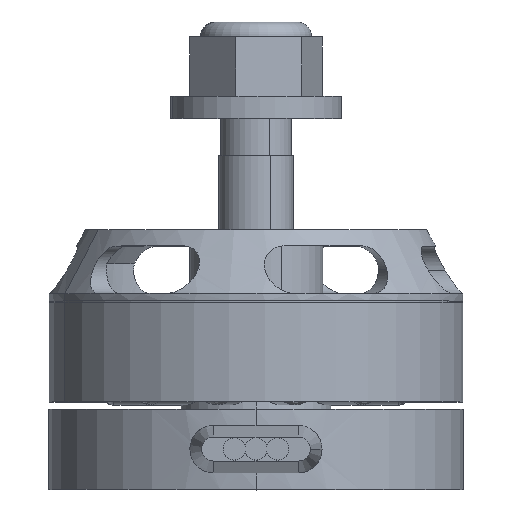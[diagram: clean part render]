
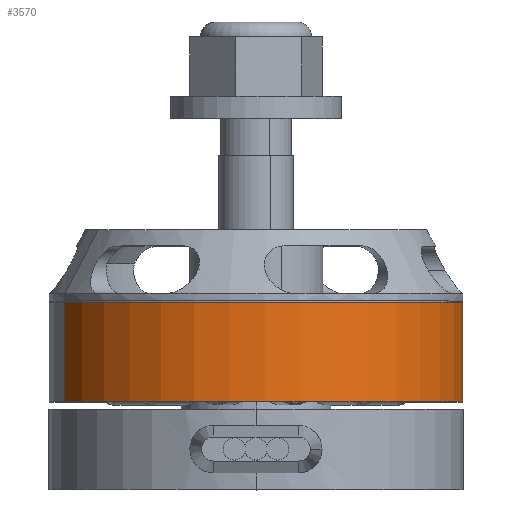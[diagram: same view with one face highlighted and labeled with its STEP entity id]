
A CAD part, top view. The second image highlights one B-rep face of the part: STEP entity #3570.
In plain terms, the highlighted cylindrical face has radius 13.95 mm (diameter 27.9 mm), a partial arc.
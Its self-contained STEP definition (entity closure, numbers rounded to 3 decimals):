
#242 = CARTESIAN_POINT ( 'NONE',  ( 13.95, 0., 0. ) ) ;
#923 = VERTEX_POINT ( 'NONE', #19212 ) ;
#1354 = DIRECTION ( 'NONE',  ( 0., 1., 0. ) ) ;
#1567 = EDGE_LOOP ( 'NONE', ( #9928, #7334, #3883, #22793 ) ) ;
#1729 = VERTEX_POINT ( 'NONE', #15644 ) ;
#1774 = DIRECTION ( 'NONE',  ( 0., 1., 0. ) ) ;
#3570 = ADVANCED_FACE ( 'NONE', ( #15132 ), #11026, .T. ) ;
#3883 = ORIENTED_EDGE ( 'NONE', *, *, #20437, .F. ) ;
#4092 = VECTOR ( 'NONE', #1774, 1000. ) ;
#4183 = VERTEX_POINT ( 'NONE', #25237 ) ;
#4588 = AXIS2_PLACEMENT_3D ( 'NONE', #22473, #22609, #24575 ) ;
#4782 = EDGE_CURVE ( 'NONE', #1729, #16025, #9966, .T. ) ;
#5191 = AXIS2_PLACEMENT_3D ( 'NONE', #17093, #1354, #7310 ) ;
#5860 = CARTESIAN_POINT ( 'NONE',  ( -13.95, 0., 0. ) ) ;
#6278 = CIRCLE ( 'NONE', #4588, 13.95 ) ;
#6940 = DIRECTION ( 'NONE',  ( 0., 1., 0. ) ) ;
#7310 = DIRECTION ( 'NONE',  ( 0., 0., 1. ) ) ;
#7334 = ORIENTED_EDGE ( 'NONE', *, *, #16871, .T. ) ;
#8486 = EDGE_CURVE ( 'NONE', #1729, #4183, #6278, .T. ) ;
#9928 = ORIENTED_EDGE ( 'NONE', *, *, #8486, .T. ) ;
#9966 = LINE ( 'NONE', #5860, #4092 ) ;
#11026 = CYLINDRICAL_SURFACE ( 'NONE', #19443, 13.95 ) ;
#11795 = DIRECTION ( 'NONE',  ( 0., 1., 0. ) ) ;
#15132 = FACE_OUTER_BOUND ( 'NONE', #1567, .T. ) ;
#15644 = CARTESIAN_POINT ( 'NONE',  ( -13.95, -10.6, 0. ) ) ;
#16025 = VERTEX_POINT ( 'NONE', #16503 ) ;
#16503 = CARTESIAN_POINT ( 'NONE',  ( -13.95, -3.9, 0. ) ) ;
#16871 = EDGE_CURVE ( 'NONE', #4183, #923, #18231, .T. ) ;
#17093 = CARTESIAN_POINT ( 'NONE',  ( 0., -3.9, 0. ) ) ;
#18231 = LINE ( 'NONE', #242, #22052 ) ;
#18820 = CARTESIAN_POINT ( 'NONE',  ( 0., 0., 0. ) ) ;
#19086 = DIRECTION ( 'NONE',  ( -1., 0., 0. ) ) ;
#19212 = CARTESIAN_POINT ( 'NONE',  ( 13.95, -3.9, 0. ) ) ;
#19443 = AXIS2_PLACEMENT_3D ( 'NONE', #18820, #6940, #19086 ) ;
#20437 = EDGE_CURVE ( 'NONE', #16025, #923, #21235, .T. ) ;
#21235 = CIRCLE ( 'NONE', #5191, 13.95 ) ;
#22052 = VECTOR ( 'NONE', #11795, 1000. ) ;
#22473 = CARTESIAN_POINT ( 'NONE',  ( 0., -10.6, 0. ) ) ;
#22609 = DIRECTION ( 'NONE',  ( 0., 1., 0. ) ) ;
#22793 = ORIENTED_EDGE ( 'NONE', *, *, #4782, .F. ) ;
#24575 = DIRECTION ( 'NONE',  ( -1., 0., 0. ) ) ;
#25237 = CARTESIAN_POINT ( 'NONE',  ( 13.95, -10.6, 0. ) ) ;
